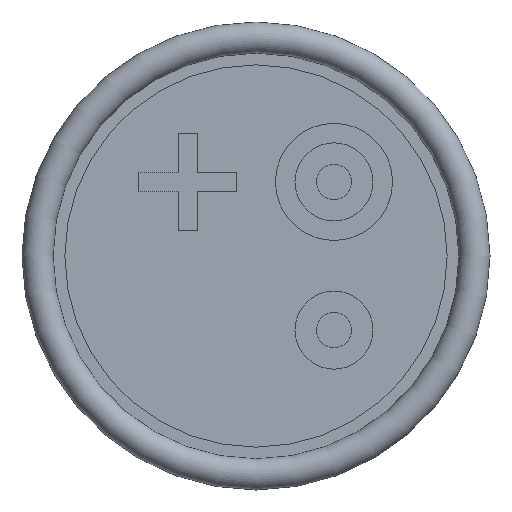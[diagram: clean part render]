
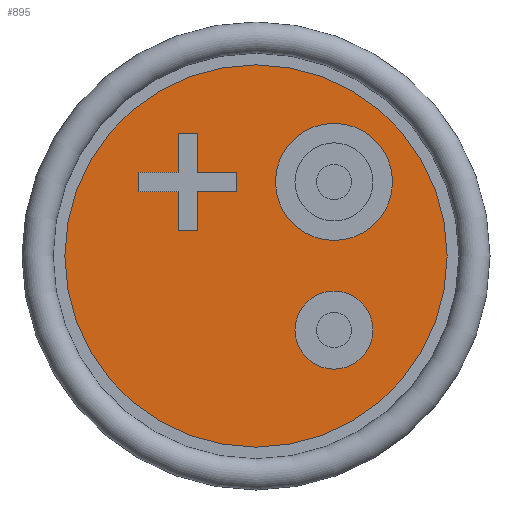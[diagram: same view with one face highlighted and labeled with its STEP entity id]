
A CAD part, front view. The second image highlights one B-rep face of the part: STEP entity #895.
In plain terms, the highlighted planar face has unit normal (0, -1, 0).
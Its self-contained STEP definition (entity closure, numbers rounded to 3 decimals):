
#22=FACE_BOUND('',#150,.T.);
#23=FACE_BOUND('',#151,.T.);
#24=FACE_BOUND('',#152,.T.);
#46=PLANE('',#987);
#92=FACE_OUTER_BOUND('',#149,.T.);
#149=EDGE_LOOP('',(#655));
#150=EDGE_LOOP('',(#656));
#151=EDGE_LOOP('',(#657));
#152=EDGE_LOOP('',(#658,#659,#660,#661,#662,#663,#664,#665,#666,#667,#668,
#669));
#194=LINE('',#1333,#278);
#198=LINE('',#1340,#282);
#201=LINE('',#1346,#285);
#204=LINE('',#1352,#288);
#207=LINE('',#1358,#291);
#210=LINE('',#1364,#294);
#213=LINE('',#1370,#297);
#216=LINE('',#1376,#300);
#219=LINE('',#1382,#303);
#222=LINE('',#1388,#306);
#225=LINE('',#1394,#309);
#227=LINE('',#1397,#311);
#278=VECTOR('',#1087,10.);
#282=VECTOR('',#1093,10.);
#285=VECTOR('',#1098,10.);
#288=VECTOR('',#1103,10.);
#291=VECTOR('',#1108,10.);
#294=VECTOR('',#1113,10.);
#297=VECTOR('',#1118,10.);
#300=VECTOR('',#1123,10.);
#303=VECTOR('',#1128,10.);
#306=VECTOR('',#1133,10.);
#309=VECTOR('',#1138,10.);
#311=VECTOR('',#1142,10.);
#362=CIRCLE('',#966,0.5);
#364=CIRCLE('',#971,0.75);
#365=CIRCLE('',#985,2.45);
#392=VERTEX_POINT('',#1315);
#394=VERTEX_POINT('',#1323);
#397=VERTEX_POINT('',#1330);
#398=VERTEX_POINT('',#1332);
#400=VERTEX_POINT('',#1338);
#402=VERTEX_POINT('',#1344);
#404=VERTEX_POINT('',#1350);
#406=VERTEX_POINT('',#1356);
#408=VERTEX_POINT('',#1362);
#410=VERTEX_POINT('',#1368);
#412=VERTEX_POINT('',#1374);
#414=VERTEX_POINT('',#1380);
#416=VERTEX_POINT('',#1386);
#418=VERTEX_POINT('',#1392);
#419=VERTEX_POINT('',#1399);
#472=EDGE_CURVE('',#392,#392,#362,.T.);
#475=EDGE_CURVE('',#394,#394,#364,.T.);
#478=EDGE_CURVE('',#398,#397,#194,.T.);
#482=EDGE_CURVE('',#397,#400,#198,.T.);
#485=EDGE_CURVE('',#400,#402,#201,.T.);
#488=EDGE_CURVE('',#402,#404,#204,.T.);
#491=EDGE_CURVE('',#404,#406,#207,.T.);
#494=EDGE_CURVE('',#406,#408,#210,.T.);
#497=EDGE_CURVE('',#408,#410,#213,.T.);
#500=EDGE_CURVE('',#410,#412,#216,.T.);
#503=EDGE_CURVE('',#412,#414,#219,.T.);
#506=EDGE_CURVE('',#414,#416,#222,.T.);
#509=EDGE_CURVE('',#416,#418,#225,.T.);
#511=EDGE_CURVE('',#418,#398,#227,.T.);
#512=EDGE_CURVE('',#419,#419,#365,.T.);
#655=ORIENTED_EDGE('',*,*,#512,.T.);
#656=ORIENTED_EDGE('',*,*,#475,.T.);
#657=ORIENTED_EDGE('',*,*,#472,.T.);
#658=ORIENTED_EDGE('',*,*,#478,.T.);
#659=ORIENTED_EDGE('',*,*,#482,.T.);
#660=ORIENTED_EDGE('',*,*,#485,.T.);
#661=ORIENTED_EDGE('',*,*,#488,.T.);
#662=ORIENTED_EDGE('',*,*,#491,.T.);
#663=ORIENTED_EDGE('',*,*,#494,.T.);
#664=ORIENTED_EDGE('',*,*,#497,.T.);
#665=ORIENTED_EDGE('',*,*,#500,.T.);
#666=ORIENTED_EDGE('',*,*,#503,.T.);
#667=ORIENTED_EDGE('',*,*,#506,.T.);
#668=ORIENTED_EDGE('',*,*,#509,.T.);
#669=ORIENTED_EDGE('',*,*,#511,.T.);
#895=ADVANCED_FACE('',(#92,#22,#23,#24),#46,.F.);
#966=AXIS2_PLACEMENT_3D('',#1317,#1070,#1071);
#971=AXIS2_PLACEMENT_3D('',#1325,#1081,#1082);
#985=AXIS2_PLACEMENT_3D('',#1400,#1145,#1146);
#987=AXIS2_PLACEMENT_3D('',#1404,#1150,#1151);
#1070=DIRECTION('center_axis',(0.,1.,0.));
#1071=DIRECTION('ref_axis',(-1.,0.,0.));
#1081=DIRECTION('center_axis',(0.,1.,0.));
#1082=DIRECTION('ref_axis',(-1.,0.,0.));
#1087=DIRECTION('',(-1.,0.,0.));
#1093=DIRECTION('',(0.,0.,-1.));
#1098=DIRECTION('',(-1.,0.,0.));
#1103=DIRECTION('',(0.,0.,1.));
#1108=DIRECTION('',(-1.,0.,0.));
#1113=DIRECTION('',(0.,0.,1.));
#1118=DIRECTION('',(1.,0.,0.));
#1123=DIRECTION('',(0.,0.,1.));
#1128=DIRECTION('',(1.,0.,0.));
#1133=DIRECTION('',(0.,0.,-1.));
#1138=DIRECTION('',(1.,0.,0.));
#1142=DIRECTION('',(0.,0.,-1.));
#1145=DIRECTION('center_axis',(0.,-1.,0.));
#1146=DIRECTION('ref_axis',(-1.,0.,0.));
#1150=DIRECTION('center_axis',(0.,1.,0.));
#1151=DIRECTION('ref_axis',(0.,0.,1.));
#1315=CARTESIAN_POINT('',(1.5,-4.76,-0.95));
#1317=CARTESIAN_POINT('Origin',(1.,-4.76,-0.95));
#1323=CARTESIAN_POINT('',(1.75,-4.76,0.95));
#1325=CARTESIAN_POINT('Origin',(1.,-4.76,0.95));
#1330=CARTESIAN_POINT('',(-0.75,-4.76,0.825));
#1332=CARTESIAN_POINT('',(-0.25,-4.76,0.825));
#1333=CARTESIAN_POINT('',(-0.375,-4.76,0.825));
#1338=CARTESIAN_POINT('',(-0.75,-4.76,0.325));
#1340=CARTESIAN_POINT('',(-0.75,-4.76,0.163));
#1344=CARTESIAN_POINT('',(-1.,-4.76,0.325));
#1346=CARTESIAN_POINT('',(-0.5,-4.76,0.325));
#1350=CARTESIAN_POINT('',(-1.,-4.76,0.825));
#1352=CARTESIAN_POINT('',(-1.,-4.76,0.413));
#1356=CARTESIAN_POINT('',(-1.5,-4.76,0.825));
#1358=CARTESIAN_POINT('',(-0.75,-4.76,0.825));
#1362=CARTESIAN_POINT('',(-1.5,-4.76,1.075));
#1364=CARTESIAN_POINT('',(-1.5,-4.76,0.538));
#1368=CARTESIAN_POINT('',(-1.,-4.76,1.075));
#1370=CARTESIAN_POINT('',(-0.5,-4.76,1.075));
#1374=CARTESIAN_POINT('',(-1.,-4.76,1.575));
#1376=CARTESIAN_POINT('',(-1.,-4.76,0.788));
#1380=CARTESIAN_POINT('',(-0.75,-4.76,1.575));
#1382=CARTESIAN_POINT('',(-0.375,-4.76,1.575));
#1386=CARTESIAN_POINT('',(-0.75,-4.76,1.075));
#1388=CARTESIAN_POINT('',(-0.75,-4.76,0.538));
#1392=CARTESIAN_POINT('',(-0.25,-4.76,1.075));
#1394=CARTESIAN_POINT('',(-0.125,-4.76,1.075));
#1397=CARTESIAN_POINT('',(-0.25,-4.76,0.413));
#1399=CARTESIAN_POINT('',(2.45,-4.76,0.));
#1400=CARTESIAN_POINT('Origin',(0.,-4.76,0.));
#1404=CARTESIAN_POINT('Origin',(0.,-4.76,0.));
